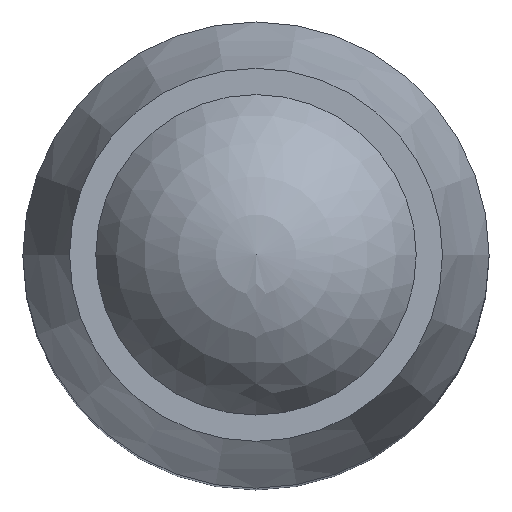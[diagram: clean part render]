
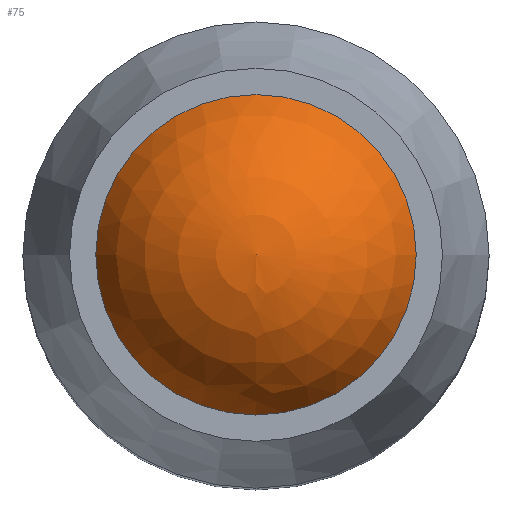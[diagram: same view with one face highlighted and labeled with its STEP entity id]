
A CAD part, top view. The second image highlights one B-rep face of the part: STEP entity #75.
In plain terms, the highlighted spherical face has radius 6 mm.
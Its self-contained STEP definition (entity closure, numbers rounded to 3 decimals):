
#75 = ADVANCED_FACE( '', ( #151, #152 ), #153, .T. );
#151 = FACE_BOUND( '', #222, .T. );
#152 = FACE_OUTER_BOUND( '', #223, .T. );
#153 = SPHERICAL_SURFACE( '', #224, 6. );
#222 = VERTEX_LOOP( '', #358 );
#223 = EDGE_LOOP( '', ( #359 ) );
#224 = AXIS2_PLACEMENT_3D( '', #360, #361, #362 );
#358 = VERTEX_POINT( '', #434 );
#359 = ORIENTED_EDGE( '', *, *, #386, .T. );
#360 = CARTESIAN_POINT( '', ( 0., 0., 39.68 ) );
#361 = DIRECTION( '', ( 0., 0., 1. ) );
#362 = DIRECTION( '', ( 0., -1., 0. ) );
#386 = EDGE_CURVE( '', #445, #445, #446, .T. );
#434 = CARTESIAN_POINT( '', ( 0., 0., 45.68 ) );
#445 = VERTEX_POINT( '', #524 );
#446 = CIRCLE( '', #525, 5.499 );
#524 = CARTESIAN_POINT( '', ( 5.499, 0., 42.08 ) );
#525 = AXIS2_PLACEMENT_3D( '', #620, #621, #622 );
#620 = CARTESIAN_POINT( '', ( 0., 0., 42.08 ) );
#621 = DIRECTION( '', ( 0., 0., 1. ) );
#622 = DIRECTION( '', ( 1., 0., 0. ) );
